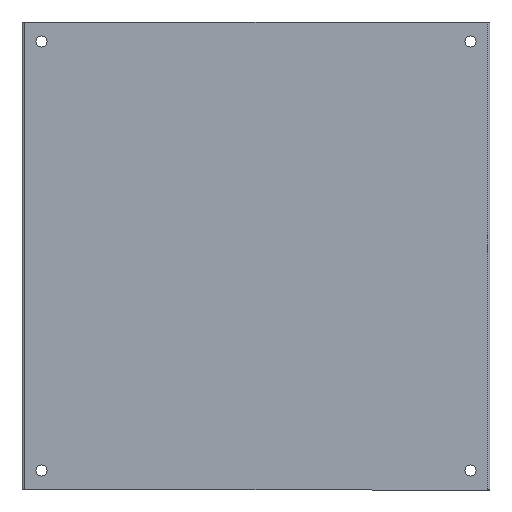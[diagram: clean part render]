
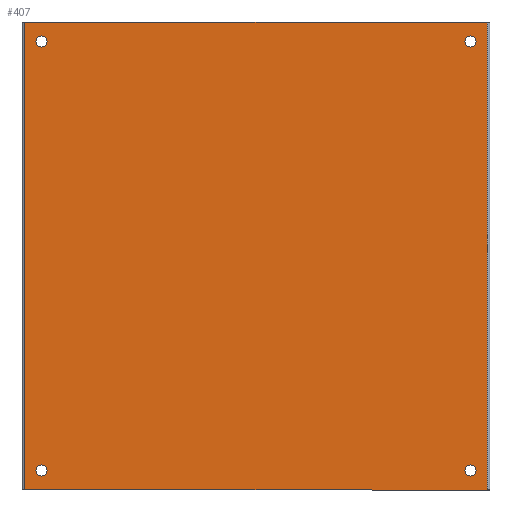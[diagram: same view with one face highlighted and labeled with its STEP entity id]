
A CAD part, front view. The second image highlights one B-rep face of the part: STEP entity #407.
In plain terms, the highlighted planar face has unit normal (0, -1, 0).
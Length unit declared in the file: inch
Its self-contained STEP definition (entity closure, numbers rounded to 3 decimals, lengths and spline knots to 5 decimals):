
#7 = ORIENTED_EDGE ( 'NONE', *, *, #495, .T. ) ;
#16 = ORIENTED_EDGE ( 'NONE', *, *, #720, .T. ) ;
#47 = AXIS2_PLACEMENT_3D ( 'NONE', #276, #211, #503 ) ;
#61 = ORIENTED_EDGE ( 'NONE', *, *, #534, .F. ) ;
#64 = EDGE_CURVE ( 'NONE', #883, #68, #399, .T. ) ;
#68 = VERTEX_POINT ( 'NONE', #773 ) ;
#82 = CARTESIAN_POINT ( 'NONE',  ( -10.5, 0., -10.5 ) ) ;
#95 = EDGE_LOOP ( 'NONE', ( #7 ) ) ;
#122 = ORIENTED_EDGE ( 'NONE', *, *, #64, .F. ) ;
#136 = LINE ( 'NONE', #229, #232 ) ;
#142 = DIRECTION ( 'NONE',  ( 0., 0., 1. ) ) ;
#147 = VECTOR ( 'NONE', #717, 39.37008 ) ;
#150 = FACE_BOUND ( 'NONE', #326, .T. ) ;
#161 = VERTEX_POINT ( 'NONE', #845 ) ;
#173 = LINE ( 'NONE', #455, #724 ) ;
#186 = DIRECTION ( 'NONE',  ( 0., 0., -1. ) ) ;
#197 = CARTESIAN_POINT ( 'NONE',  ( 9.625, 0., -9.375 ) ) ;
#201 = EDGE_LOOP ( 'NONE', ( #511 ) ) ;
#207 = DIRECTION ( 'NONE',  ( 0., 1., 0. ) ) ;
#208 = CIRCLE ( 'NONE', #745, 0.25 ) ;
#211 = DIRECTION ( 'NONE',  ( 0., 1., 0. ) ) ;
#214 = VECTOR ( 'NONE', #186, 39.37008 ) ;
#217 = VERTEX_POINT ( 'NONE', #942 ) ;
#218 = CARTESIAN_POINT ( 'NONE',  ( -9.625, 0., -9.625 ) ) ;
#229 = CARTESIAN_POINT ( 'NONE',  ( -10.375, 0., -10.5 ) ) ;
#232 = VECTOR ( 'NONE', #371, 39.37008 ) ;
#276 = CARTESIAN_POINT ( 'NONE',  ( 9.625, 0., 9.625 ) ) ;
#290 = CARTESIAN_POINT ( 'NONE',  ( 9.625, 0., -9.625 ) ) ;
#326 = EDGE_LOOP ( 'NONE', ( #939 ) ) ;
#330 = CARTESIAN_POINT ( 'NONE',  ( -10.375, 0., 10.5 ) ) ;
#348 = AXIS2_PLACEMENT_3D ( 'NONE', #82, #818, #670 ) ;
#358 = DIRECTION ( 'NONE',  ( 0., 0., 1. ) ) ;
#362 = CIRCLE ( 'NONE', #47, 0.25 ) ;
#363 = VERTEX_POINT ( 'NONE', #769 ) ;
#371 = DIRECTION ( 'NONE',  ( 0., 0., -1. ) ) ;
#381 = DIRECTION ( 'NONE',  ( 0., 1., 0. ) ) ;
#383 = ORIENTED_EDGE ( 'NONE', *, *, #781, .F. ) ;
#398 = FACE_BOUND ( 'NONE', #201, .T. ) ;
#399 = LINE ( 'NONE', #923, #214 ) ;
#407 = ADVANCED_FACE ( 'NONE', ( #653, #780, #150, #591, #398 ), #734, .T. ) ;
#425 = ORIENTED_EDGE ( 'NONE', *, *, #636, .T. ) ;
#455 = CARTESIAN_POINT ( 'NONE',  ( 10.5, 0., 10.5 ) ) ;
#457 = EDGE_CURVE ( 'NONE', #642, #642, #731, .T. ) ;
#463 = CARTESIAN_POINT ( 'NONE',  ( -9.625, 0., 9.625 ) ) ;
#475 = DIRECTION ( 'NONE',  ( 1., 0., 0. ) ) ;
#495 = EDGE_CURVE ( 'NONE', #161, #161, #362, .T. ) ;
#499 = AXIS2_PLACEMENT_3D ( 'NONE', #290, #207, #142 ) ;
#503 = DIRECTION ( 'NONE',  ( 0., 0., 1. ) ) ;
#511 = ORIENTED_EDGE ( 'NONE', *, *, #457, .T. ) ;
#526 = VERTEX_POINT ( 'NONE', #197 ) ;
#534 = EDGE_CURVE ( 'NONE', #68, #217, #918, .T. ) ;
#545 = EDGE_CURVE ( 'NONE', #526, #526, #649, .T. ) ;
#582 = EDGE_LOOP ( 'NONE', ( #425 ) ) ;
#591 = FACE_BOUND ( 'NONE', #582, .T. ) ;
#636 = EDGE_CURVE ( 'NONE', #363, #363, #208, .T. ) ;
#642 = VERTEX_POINT ( 'NONE', #887 ) ;
#649 = CIRCLE ( 'NONE', #499, 0.25 ) ;
#653 = FACE_OUTER_BOUND ( 'NONE', #940, .T. ) ;
#670 = DIRECTION ( 'NONE',  ( 0., 0., -1. ) ) ;
#687 = CARTESIAN_POINT ( 'NONE',  ( 10.375, 0., 10.5 ) ) ;
#712 = DIRECTION ( 'NONE',  ( 0., 1., 0. ) ) ;
#717 = DIRECTION ( 'NONE',  ( -1., 0., 0. ) ) ;
#720 = EDGE_CURVE ( 'NONE', #880, #217, #136, .T. ) ;
#724 = VECTOR ( 'NONE', #475, 39.37008 ) ;
#731 = CIRCLE ( 'NONE', #888, 0.25 ) ;
#734 = PLANE ( 'NONE',  #348 ) ;
#745 = AXIS2_PLACEMENT_3D ( 'NONE', #218, #712, #358 ) ;
#769 = CARTESIAN_POINT ( 'NONE',  ( -9.625, 0., -9.375 ) ) ;
#773 = CARTESIAN_POINT ( 'NONE',  ( 10.375, 0., -10.5 ) ) ;
#780 = FACE_BOUND ( 'NONE', #95, .T. ) ;
#781 = EDGE_CURVE ( 'NONE', #880, #883, #173, .T. ) ;
#818 = DIRECTION ( 'NONE',  ( 0., -1., 0. ) ) ;
#845 = CARTESIAN_POINT ( 'NONE',  ( 9.625, 0., 9.875 ) ) ;
#880 = VERTEX_POINT ( 'NONE', #330 ) ;
#883 = VERTEX_POINT ( 'NONE', #687 ) ;
#887 = CARTESIAN_POINT ( 'NONE',  ( -9.625, 0., 9.875 ) ) ;
#888 = AXIS2_PLACEMENT_3D ( 'NONE', #463, #381, #890 ) ;
#890 = DIRECTION ( 'NONE',  ( 0., 0., 1. ) ) ;
#918 = LINE ( 'NONE', #935, #147 ) ;
#923 = CARTESIAN_POINT ( 'NONE',  ( 10.375, 0., -10.5 ) ) ;
#935 = CARTESIAN_POINT ( 'NONE',  ( -10.5, 0., -10.5 ) ) ;
#939 = ORIENTED_EDGE ( 'NONE', *, *, #545, .T. ) ;
#940 = EDGE_LOOP ( 'NONE', ( #61, #122, #383, #16 ) ) ;
#942 = CARTESIAN_POINT ( 'NONE',  ( -10.375, 0., -10.5 ) ) ;
